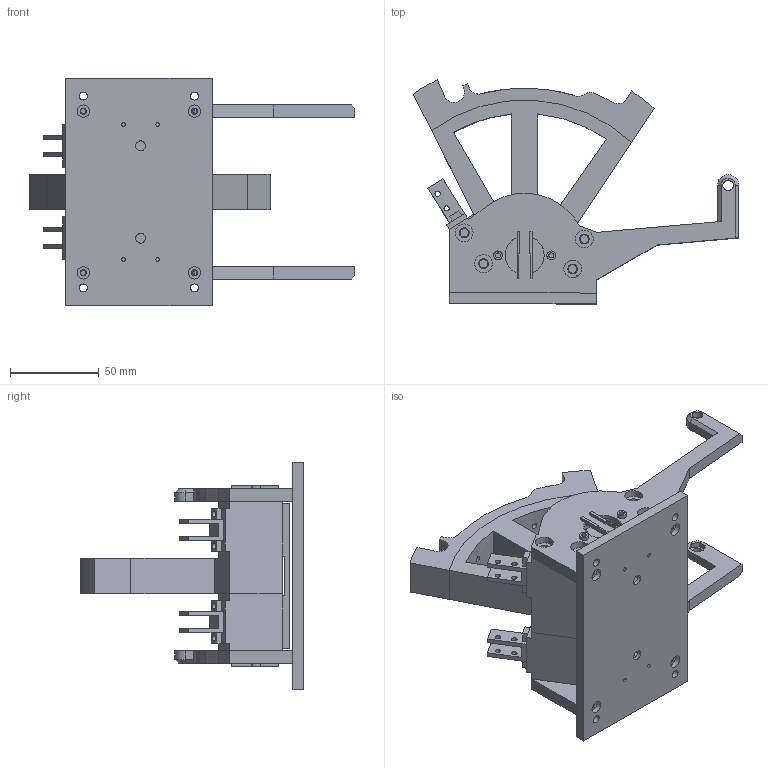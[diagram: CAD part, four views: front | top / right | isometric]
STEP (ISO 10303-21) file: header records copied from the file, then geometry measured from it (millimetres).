
FILE_DESCRIPTION(/* description */ (''),/* implementation_level */ '2;1');
FILE_NAME(/* name */ 'Detent track v71.step',/* time_stamp */ '2021-02-10T00:07:13-05:00',/* author */ (''),/* organization */ (''),/* preprocessor_version */ 'ST-DEVELOPER v18.1',/* originating_system */ 'Autodesk Translation Framework v9.7.1.1290',/* authorisation */ '');
FILE_SCHEMA (('AUTOMOTIVE_DESIGN { 1 0 10303 214 3 1 1 }'));
Length unit declared in the file: millimetre
Products named in the file (11): Detent track; Profile; Track Structure; Forward Left structural part; Aft Left structural part; Right frame; Left frame; Friction adjustment pads; Friction adjustment lower plate; Endstop mount 1; Endstop mount 2
Assembly tree (10 placements, depth 2):
  Detent track
    Profile
    Track Structure
    Forward Left structural part
    Aft Left structural part
    Right frame
    Left frame
    Friction adjustment pads
    Friction adjustment lower plate
    Endstop mount 1
    Endstop mount 2
Bounding box: 183.29 x 126.03 x 128 mm (x, y, z)
Volume: 316042.9 mm3; surface area: 116341.3 mm2
Topology: 10 solids, 10 shells, 364 faces, 895 edges, 595 vertices
Faces by surface type: plane 244, cylinder 116, cone 2, bspline 2
Full cylindrical faces by diameter (mm): 2 x4, 2.7 x4, 2.8 x12, 3 x10, 3.5 x8, 4 x2, 4.5 x4, 4.8 x8, 5 x4, 5.5 x14, 6 x2, 6.5 x2, 7 x4, 10 x8, 22 x4, 24.5 x4
Entity records: 11598 total; most frequent: CARTESIAN_POINT 2205, DIRECTION 1888, ORIENTED_EDGE 1790, EDGE_CURVE 895, LINE 638, VECTOR 638, AXIS2_PLACEMENT_3D 625, VERTEX_POINT 595
